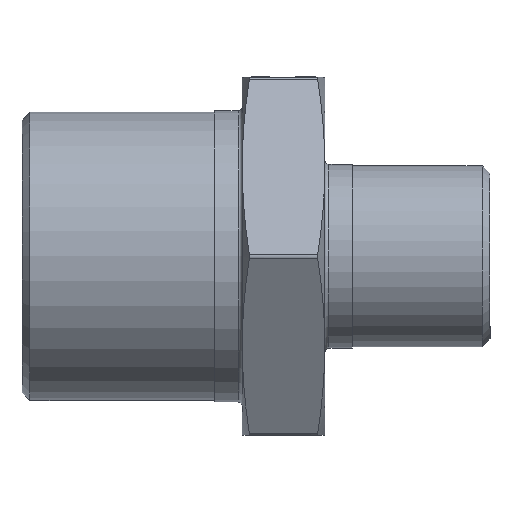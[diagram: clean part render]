
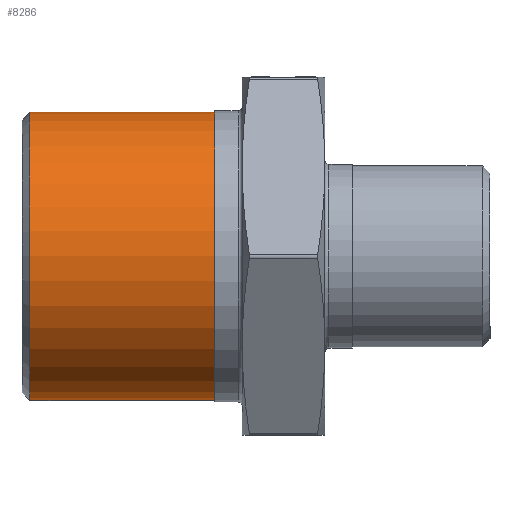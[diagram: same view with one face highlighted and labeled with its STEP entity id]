
A CAD part, front view. The second image highlights one B-rep face of the part: STEP entity #8286.
In plain terms, the highlighted cylindrical face has radius 10.477 mm (diameter 20.955 mm), a full revolution.
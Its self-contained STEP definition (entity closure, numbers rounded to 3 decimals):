
#584 = FACE_OUTER_BOUND ( 'NONE', #2062, .T. ) ;
#603 = FACE_OUTER_BOUND ( 'NONE', #2034, .T. ) ;
#616 = DIRECTION ( 'NONE',  ( -1., 0., 0. ) ) ;
#620 = DIRECTION ( 'NONE',  ( 0., 0., 1. ) ) ;
#622 = CYLINDRICAL_SURFACE ( 'NONE', #6769, 10.477 ) ;
#631 = CARTESIAN_POINT ( 'NONE',  ( 0., 0., 0. ) ) ;
#1354 = AXIS2_PLACEMENT_3D ( 'NONE', #11756, #11733, #11725 ) ;
#1356 = AXIS2_PLACEMENT_3D ( 'NONE', #11940, #11951, #11921 ) ;
#1365 = CIRCLE ( 'NONE', #1356, 10.477 ) ;
#1370 = CIRCLE ( 'NONE', #1354, 10.477 ) ;
#2034 = EDGE_LOOP ( 'NONE', ( #7541 ) ) ;
#2062 = EDGE_LOOP ( 'NONE', ( #7552 ) ) ;
#5431 = VERTEX_POINT ( 'NONE', #5504 ) ;
#5494 = VERTEX_POINT ( 'NONE', #5520 ) ;
#5504 = CARTESIAN_POINT ( 'NONE',  ( -5., 0., 10.477 ) ) ;
#5520 = CARTESIAN_POINT ( 'NONE',  ( -18.425, 0., 10.477 ) ) ;
#6769 = AXIS2_PLACEMENT_3D ( 'NONE', #631, #616, #620 ) ;
#7541 = ORIENTED_EDGE ( 'NONE', *, *, #8729, .F. ) ;
#7552 = ORIENTED_EDGE ( 'NONE', *, *, #8698, .T. ) ;
#8286 = ADVANCED_FACE ( 'NONE', ( #584, #603 ), #622, .T. ) ;
#8698 = EDGE_CURVE ( 'NONE', #5431, #5431, #1370, .T. ) ;
#8729 = EDGE_CURVE ( 'NONE', #5494, #5494, #1365, .T. ) ;
#11725 = DIRECTION ( 'NONE',  ( 0., 0., 1. ) ) ;
#11733 = DIRECTION ( 'NONE',  ( -1., 0., 0. ) ) ;
#11756 = CARTESIAN_POINT ( 'NONE',  ( -5., 0., 0. ) ) ;
#11921 = DIRECTION ( 'NONE',  ( 0., 0., 1. ) ) ;
#11940 = CARTESIAN_POINT ( 'NONE',  ( -18.425, 0., 0. ) ) ;
#11951 = DIRECTION ( 'NONE',  ( -1., 0., 0. ) ) ;
